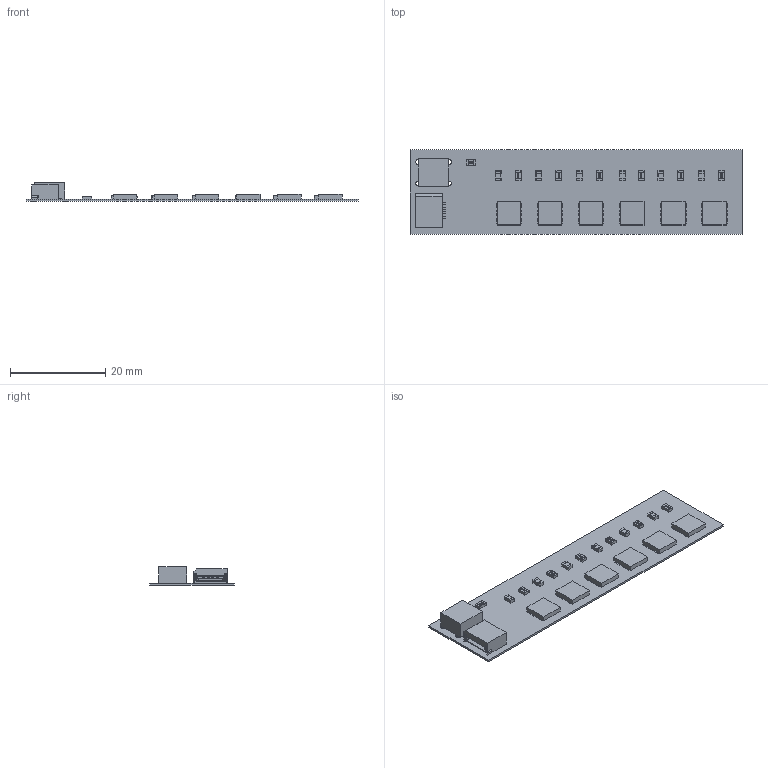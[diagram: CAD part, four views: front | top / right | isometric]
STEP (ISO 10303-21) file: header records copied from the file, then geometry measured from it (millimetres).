
FILE_DESCRIPTION(('Open CASCADE Model'),'2;1');
FILE_NAME('Open CASCADE Shape Model','2021-05-24T16:01:14',('Author'),( 'Open CASCADE'),'Open CASCADE STEP processor 6.8','Open CASCADE 6.8' ,'Unknown');
FILE_SCHEMA(('AUTOMOTIVE_DESIGN { 1 0 10303 214 1 1 1 1 }'));
Length unit declared in the file: millimetre
Products named in the file (30): PCB; Board; Open CASCADE STEP translator 6.8 1.1.1; SW1; 6931165360; Extruded; R19; User_Library-SMD_RESISTOR-0805; R18; R17; R16; R15; R14; R13; LED6; WS2812; LED5; LED4; LED3; LED2; LED1; J9; c-84981-4-j-3d; C8; 6588785792; C7; C6; C5; C4; C3
Assembly tree (45 placements, depth 4):
  PCB
    Board
      Open CASCADE STEP translator 6.8 1.1.1
    SW1
      6931165360
        Extruded
    R19
      User_Library-SMD_RESISTOR-0805
    R18
      User_Library-SMD_RESISTOR-0805
    R17
      User_Library-SMD_RESISTOR-0805
    R16
      User_Library-SMD_RESISTOR-0805
    R15
      User_Library-SMD_RESISTOR-0805
    R14
      User_Library-SMD_RESISTOR-0805
    R13
      User_Library-SMD_RESISTOR-0805
    LED6
      WS2812
    LED5
      WS2812
    LED4
      WS2812
    LED3
      WS2812
    LED2
      WS2812
    LED1
      WS2812
    J9
      c-84981-4-j-3d
    C8
      6588785792
    C7
      6588785792
    C6
      6588785792
    C5
      6588785792
    C4
      6588785792
    C3
      6588785792
Bounding box: 69.85 x 17.78 x 3.86 mm (x, y, z)
Volume: 920 mm3; surface area: 3576.6 mm2
Topology: 43 solids, 43 shells, 1554 faces, 3811 edges, 2320 vertices
Faces by surface type: plane 855, bspline 363, cylinder 240, sphere 48, torus 48
Full cylindrical faces by diameter (mm): 1 x4
Entity records: 14659 total; most frequent: CARTESIAN_POINT 5019, ORIENTED_EDGE 1806, DIRECTION 1623, EDGE_CURVE 903, LINE 685, VECTOR 685, VERTEX_POINT 572, AXIS2_PLACEMENT_3D 469
